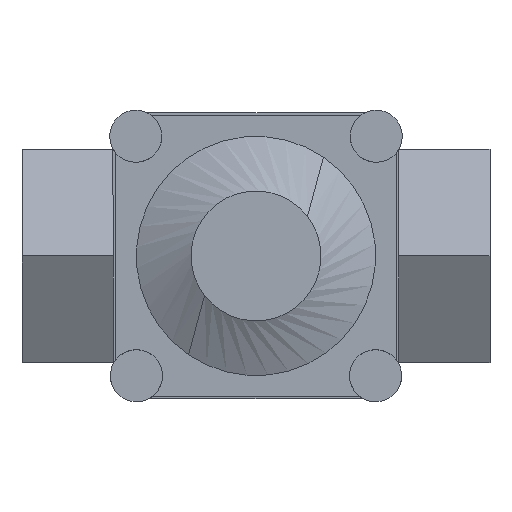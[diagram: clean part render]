
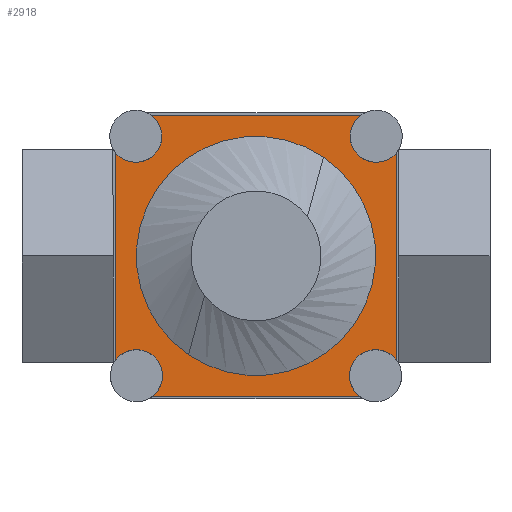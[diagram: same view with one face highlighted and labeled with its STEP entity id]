
A CAD part, front view. The second image highlights one B-rep face of the part: STEP entity #2918.
In plain terms, the highlighted planar face has unit normal (0, -1, 0).
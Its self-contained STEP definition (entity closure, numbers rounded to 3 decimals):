
#16 = ORIENTED_EDGE ( 'NONE', *, *, #21, .F. ) ;
#19 = CARTESIAN_POINT ( 'NONE',  ( 23.122, -57., 23.018 ) ) ;
#21 = EDGE_CURVE ( 'NONE', #777, #1246, #1776, .T. ) ;
#28 = CARTESIAN_POINT ( 'NONE',  ( -23.122, -57., 23.018 ) ) ;
#68 = ORIENTED_EDGE ( 'NONE', *, *, #2264, .F. ) ;
#130 = CARTESIAN_POINT ( 'NONE',  ( 23.122, -57., 23.018 ) ) ;
#164 = AXIS2_PLACEMENT_3D ( 'NONE', #28, #1525, #3042 ) ;
#170 = ORIENTED_EDGE ( 'NONE', *, *, #3013, .F. ) ;
#182 = AXIS2_PLACEMENT_3D ( 'NONE', #130, #2398, #1923 ) ;
#200 = LINE ( 'NONE', #251, #1893 ) ;
#205 = VECTOR ( 'NONE', #1335, 1000. ) ;
#207 = CARTESIAN_POINT ( 'NONE',  ( -23., -57., -23.031 ) ) ;
#223 = CARTESIAN_POINT ( 'NONE',  ( 20.099, -57., 27. ) ) ;
#229 = EDGE_CURVE ( 'NONE', #1246, #2888, #1005, .T. ) ;
#237 = EDGE_LOOP ( 'NONE', ( #2252, #1889 ) ) ;
#246 = CARTESIAN_POINT ( 'NONE',  ( 23., -57., -23.031 ) ) ;
#251 = CARTESIAN_POINT ( 'NONE',  ( -23.5, -57., -27. ) ) ;
#368 = DIRECTION ( 'NONE',  ( 0., 0., -1. ) ) ;
#385 = VERTEX_POINT ( 'NONE', #223 ) ;
#427 = DIRECTION ( 'NONE',  ( 0., 0., -1. ) ) ;
#432 = EDGE_CURVE ( 'NONE', #2266, #2504, #3084, .T. ) ;
#438 = ORIENTED_EDGE ( 'NONE', *, *, #960, .T. ) ;
#441 = CARTESIAN_POINT ( 'NONE',  ( -27., -57., 24. ) ) ;
#498 = CARTESIAN_POINT ( 'NONE',  ( 0., -57., 0. ) ) ;
#513 = AXIS2_PLACEMENT_3D ( 'NONE', #498, #515, #737 ) ;
#515 = DIRECTION ( 'NONE',  ( 0., -1., 0. ) ) ;
#544 = CARTESIAN_POINT ( 'NONE',  ( -23.122, -57., 23.018 ) ) ;
#566 = VERTEX_POINT ( 'NONE', #2316 ) ;
#593 = AXIS2_PLACEMENT_3D ( 'NONE', #207, #1685, #427 ) ;
#606 = CARTESIAN_POINT ( 'NONE',  ( 23., -57., -23.031 ) ) ;
#627 = LINE ( 'NONE', #1577, #205 ) ;
#641 = AXIS2_PLACEMENT_3D ( 'NONE', #967, #2717, #2525 ) ;
#648 = CARTESIAN_POINT ( 'NONE',  ( -19.959, -57., -27. ) ) ;
#717 = DIRECTION ( 'NONE',  ( 0., 0., -1. ) ) ;
#737 = DIRECTION ( 'NONE',  ( 0., 0., -1. ) ) ;
#750 = ORIENTED_EDGE ( 'NONE', *, *, #3296, .T. ) ;
#777 = VERTEX_POINT ( 'NONE', #648 ) ;
#812 = VERTEX_POINT ( 'NONE', #1935 ) ;
#847 = DIRECTION ( 'NONE',  ( 0., 0., -1. ) ) ;
#889 = AXIS2_PLACEMENT_3D ( 'NONE', #1071, #3085, #1582 ) ;
#902 = AXIS2_PLACEMENT_3D ( 'NONE', #606, #1908, #368 ) ;
#960 = EDGE_CURVE ( 'NONE', #777, #566, #200, .T. ) ;
#962 = CIRCLE ( 'NONE', #889, 5. ) ;
#967 = CARTESIAN_POINT ( 'NONE',  ( 0., -57., 0. ) ) ;
#985 = CIRCLE ( 'NONE', #902, 5. ) ;
#1005 = CIRCLE ( 'NONE', #593, 5. ) ;
#1023 = VERTEX_POINT ( 'NONE', #1032 ) ;
#1025 = CARTESIAN_POINT ( 'NONE',  ( 23.122, -57., 18.018 ) ) ;
#1032 = CARTESIAN_POINT ( 'NONE',  ( 27., -57., -20.031 ) ) ;
#1034 = EDGE_CURVE ( 'NONE', #2504, #2266, #1102, .T. ) ;
#1071 = CARTESIAN_POINT ( 'NONE',  ( -23.122, -57., 23.018 ) ) ;
#1102 = CIRCLE ( 'NONE', #513, 23. ) ;
#1191 = CARTESIAN_POINT ( 'NONE',  ( 12.964, -57., 18.998 ) ) ;
#1232 = AXIS2_PLACEMENT_3D ( 'NONE', #246, #2526, #2279 ) ;
#1246 = VERTEX_POINT ( 'NONE', #3105 ) ;
#1269 = ORIENTED_EDGE ( 'NONE', *, *, #2984, .F. ) ;
#1290 = DIRECTION ( 'NONE',  ( 0., 0., -1. ) ) ;
#1335 = DIRECTION ( 'NONE',  ( 0., 0., 1. ) ) ;
#1423 = VERTEX_POINT ( 'NONE', #1025 ) ;
#1435 = EDGE_CURVE ( 'NONE', #1023, #2946, #627, .T. ) ;
#1448 = VECTOR ( 'NONE', #3130, 1000. ) ;
#1482 = CIRCLE ( 'NONE', #182, 5. ) ;
#1489 = LINE ( 'NONE', #2885, #1448 ) ;
#1496 = VERTEX_POINT ( 'NONE', #2831 ) ;
#1515 = CARTESIAN_POINT ( 'NONE',  ( 27., -57., 19.861 ) ) ;
#1518 = CARTESIAN_POINT ( 'NONE',  ( -23.122, -57., 18.018 ) ) ;
#1525 = DIRECTION ( 'NONE',  ( 0., -1., 0. ) ) ;
#1552 = EDGE_LOOP ( 'NONE', ( #1574, #2238, #16, #438, #2724, #1269, #2029, #3018, #1815, #750, #170, #68 ) ) ;
#1574 = ORIENTED_EDGE ( 'NONE', *, *, #1644, .T. ) ;
#1577 = CARTESIAN_POINT ( 'NONE',  ( 27., -57., -23. ) ) ;
#1582 = DIRECTION ( 'NONE',  ( 0., 0., -1. ) ) ;
#1644 = EDGE_CURVE ( 'NONE', #1691, #2888, #2983, .T. ) ;
#1681 = CIRCLE ( 'NONE', #2301, 5. ) ;
#1685 = DIRECTION ( 'NONE',  ( 0., -1., 0. ) ) ;
#1691 = VERTEX_POINT ( 'NONE', #2367 ) ;
#1726 = DIRECTION ( 'NONE',  ( 0., 0., -1. ) ) ;
#1749 = DIRECTION ( 'NONE',  ( 0., -1., 0. ) ) ;
#1756 = DIRECTION ( 'NONE',  ( 0., -1., 0. ) ) ;
#1758 = FACE_OUTER_BOUND ( 'NONE', #1552, .T. ) ;
#1776 = CIRCLE ( 'NONE', #2863, 5. ) ;
#1815 = ORIENTED_EDGE ( 'NONE', *, *, #2393, .F. ) ;
#1852 = EDGE_CURVE ( 'NONE', #812, #566, #985, .T. ) ;
#1889 = ORIENTED_EDGE ( 'NONE', *, *, #432, .F. ) ;
#1893 = VECTOR ( 'NONE', #3281, 1000. ) ;
#1908 = DIRECTION ( 'NONE',  ( 0., -1., 0. ) ) ;
#1923 = DIRECTION ( 'NONE',  ( 0., 0., -1. ) ) ;
#1935 = CARTESIAN_POINT ( 'NONE',  ( 23., -57., -18.031 ) ) ;
#2029 = ORIENTED_EDGE ( 'NONE', *, *, #1435, .T. ) ;
#2111 = FACE_BOUND ( 'NONE', #237, .T. ) ;
#2155 = AXIS2_PLACEMENT_3D ( 'NONE', #544, #3056, #847 ) ;
#2238 = ORIENTED_EDGE ( 'NONE', *, *, #229, .F. ) ;
#2252 = ORIENTED_EDGE ( 'NONE', *, *, #1034, .F. ) ;
#2264 = EDGE_CURVE ( 'NONE', #1691, #2735, #3283, .T. ) ;
#2266 = VERTEX_POINT ( 'NONE', #2613 ) ;
#2279 = DIRECTION ( 'NONE',  ( 0., 0., -1. ) ) ;
#2301 = AXIS2_PLACEMENT_3D ( 'NONE', #19, #1756, #1290 ) ;
#2316 = CARTESIAN_POINT ( 'NONE',  ( 19.959, -57., -27. ) ) ;
#2367 = CARTESIAN_POINT ( 'NONE',  ( -27., -57., 19.861 ) ) ;
#2393 = EDGE_CURVE ( 'NONE', #385, #1423, #1482, .T. ) ;
#2398 = DIRECTION ( 'NONE',  ( 0., -1., 0. ) ) ;
#2504 = VERTEX_POINT ( 'NONE', #1191 ) ;
#2525 = DIRECTION ( 'NONE',  ( 0., 0., -1. ) ) ;
#2526 = DIRECTION ( 'NONE',  ( 0., -1., 0. ) ) ;
#2571 = VECTOR ( 'NONE', #717, 1000. ) ;
#2613 = CARTESIAN_POINT ( 'NONE',  ( -12.964, -57., -18.998 ) ) ;
#2717 = DIRECTION ( 'NONE',  ( 0., -1., 0. ) ) ;
#2718 = CARTESIAN_POINT ( 'NONE',  ( -27., -57., -20.031 ) ) ;
#2724 = ORIENTED_EDGE ( 'NONE', *, *, #1852, .F. ) ;
#2735 = VERTEX_POINT ( 'NONE', #1518 ) ;
#2831 = CARTESIAN_POINT ( 'NONE',  ( -20.099, -57., 27. ) ) ;
#2863 = AXIS2_PLACEMENT_3D ( 'NONE', #3274, #1749, #1726 ) ;
#2879 = CIRCLE ( 'NONE', #1232, 5. ) ;
#2885 = CARTESIAN_POINT ( 'NONE',  ( 23.5, -57., 27. ) ) ;
#2888 = VERTEX_POINT ( 'NONE', #2718 ) ;
#2918 = ADVANCED_FACE ( 'NONE', ( #2111, #1758 ), #3235, .T. ) ;
#2941 = EDGE_CURVE ( 'NONE', #1423, #2946, #1681, .T. ) ;
#2946 = VERTEX_POINT ( 'NONE', #1515 ) ;
#2983 = LINE ( 'NONE', #441, #2571 ) ;
#2984 = EDGE_CURVE ( 'NONE', #1023, #812, #2879, .T. ) ;
#3013 = EDGE_CURVE ( 'NONE', #2735, #1496, #962, .T. ) ;
#3018 = ORIENTED_EDGE ( 'NONE', *, *, #2941, .F. ) ;
#3042 = DIRECTION ( 'NONE',  ( 0., 0., -1. ) ) ;
#3056 = DIRECTION ( 'NONE',  ( 0., -1., 0. ) ) ;
#3084 = CIRCLE ( 'NONE', #641, 23. ) ;
#3085 = DIRECTION ( 'NONE',  ( 0., -1., 0. ) ) ;
#3105 = CARTESIAN_POINT ( 'NONE',  ( -23., -57., -18.031 ) ) ;
#3130 = DIRECTION ( 'NONE',  ( -1., 0., 0. ) ) ;
#3235 = PLANE ( 'NONE',  #164 ) ;
#3274 = CARTESIAN_POINT ( 'NONE',  ( -23., -57., -23.031 ) ) ;
#3281 = DIRECTION ( 'NONE',  ( 1., 0., 0. ) ) ;
#3283 = CIRCLE ( 'NONE', #2155, 5. ) ;
#3296 = EDGE_CURVE ( 'NONE', #385, #1496, #1489, .T. ) ;
